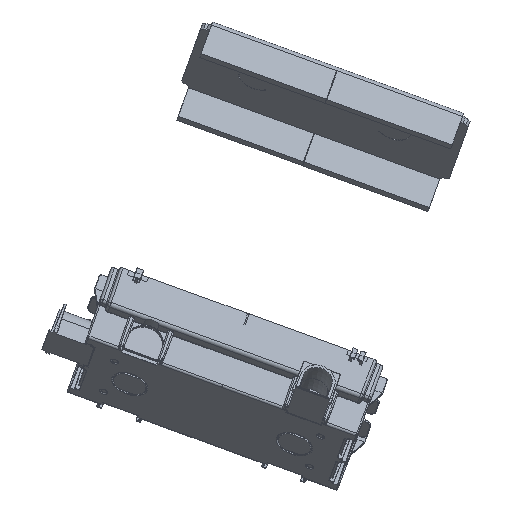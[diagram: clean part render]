
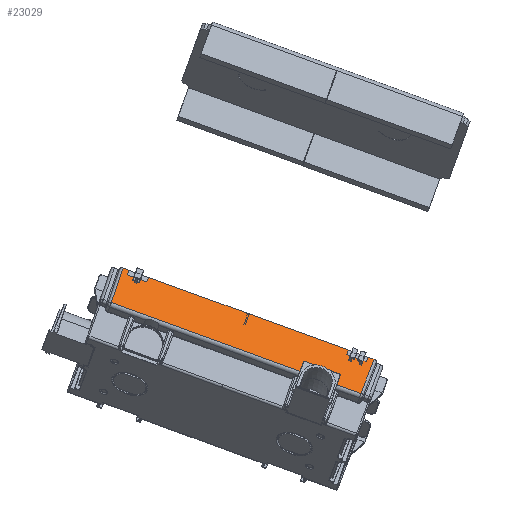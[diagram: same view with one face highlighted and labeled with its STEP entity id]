
A CAD part, left-side view. The second image highlights one B-rep face of the part: STEP entity #23029.
In plain terms, the highlighted face is planar.
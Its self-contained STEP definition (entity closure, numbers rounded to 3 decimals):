
#14345=CARTESIAN_POINT('Vertex',(87.35,46.5,0.)) ;
#14348=CARTESIAN_POINT('Line Origine',(89.425,46.5,0.)) ;
#14352=CARTESIAN_POINT('Vertex',(91.5,46.5,0.)) ;
#14879=CARTESIAN_POINT('Vertex',(-91.5,46.5,0.)) ;
#14882=CARTESIAN_POINT('Line Origine',(-89.425,46.5,0.)) ;
#14886=CARTESIAN_POINT('Vertex',(-87.35,46.5,0.)) ;
#15033=CARTESIAN_POINT('Vertex',(-72.65,46.5,0.)) ;
#15036=CARTESIAN_POINT('Line Origine',(0.,46.5,0.)) ;
#15040=CARTESIAN_POINT('Vertex',(72.65,46.5,0.)) ;
#16923=CARTESIAN_POINT('Vertex',(90.985,45.984,29.544)) ;
#16928=CARTESIAN_POINT('Line Origine',(50.11,45.984,29.544)) ;
#16932=CARTESIAN_POINT('Vertex',(-90.985,45.984,29.544)) ;
#22866=CARTESIAN_POINT('Axis2P3D Location',(0.,46.5,0.)) ;
#22871=CARTESIAN_POINT('Line Origine',(-83.865,46.43,4.)) ;
#22875=CARTESIAN_POINT('Vertex',(-87.,46.43,4.)) ;
#22877=CARTESIAN_POINT('Vertex',(-80.73,46.43,4.)) ;
#22880=CARTESIAN_POINT('Line Origine',(-87.175,46.465,2.)) ;
#22885=CARTESIAN_POINT('Line Origine',(-91.242,46.242,14.772)) ;
#22890=CARTESIAN_POINT('Line Origine',(91.242,46.242,14.772)) ;
#22895=CARTESIAN_POINT('Line Origine',(87.175,46.465,2.)) ;
#22899=CARTESIAN_POINT('Vertex',(87.,46.43,4.)) ;
#22902=CARTESIAN_POINT('Line Origine',(85.753,46.43,4.)) ;
#22906=CARTESIAN_POINT('Vertex',(84.505,46.43,4.)) ;
#22909=CARTESIAN_POINT('Line Origine',(84.47,46.395,6.)) ;
#22913=CARTESIAN_POINT('Vertex',(84.435,46.36,8.)) ;
#22916=CARTESIAN_POINT('Line Origine',(83.8,46.36,8.)) ;
#22920=CARTESIAN_POINT('Vertex',(83.165,46.36,8.)) ;
#22923=CARTESIAN_POINT('Line Origine',(83.13,46.395,6.)) ;
#22927=CARTESIAN_POINT('Vertex',(83.095,46.43,4.)) ;
#22930=CARTESIAN_POINT('Line Origine',(80.,46.43,4.)) ;
#22934=CARTESIAN_POINT('Vertex',(76.905,46.43,4.)) ;
#22937=CARTESIAN_POINT('Line Origine',(76.87,46.395,6.)) ;
#22941=CARTESIAN_POINT('Vertex',(76.835,46.36,8.)) ;
#22944=CARTESIAN_POINT('Line Origine',(76.2,46.36,8.)) ;
#22948=CARTESIAN_POINT('Vertex',(75.565,46.36,8.)) ;
#22951=CARTESIAN_POINT('Line Origine',(75.53,46.395,6.)) ;
#22955=CARTESIAN_POINT('Vertex',(75.495,46.43,4.)) ;
#22958=CARTESIAN_POINT('Line Origine',(74.247,46.43,4.)) ;
#22962=CARTESIAN_POINT('Vertex',(73.,46.43,4.)) ;
#22965=CARTESIAN_POINT('Line Origine',(72.825,46.465,2.)) ;
#22970=CARTESIAN_POINT('Line Origine',(-72.825,46.465,2.)) ;
#22974=CARTESIAN_POINT('Vertex',(-73.,46.43,4.)) ;
#22977=CARTESIAN_POINT('Line Origine',(-76.135,46.43,4.)) ;
#22981=CARTESIAN_POINT('Vertex',(-79.27,46.43,4.)) ;
#22984=CARTESIAN_POINT('Line Origine',(-79.354,46.395,6.)) ;
#22988=CARTESIAN_POINT('Vertex',(-79.438,46.36,8.)) ;
#22991=CARTESIAN_POINT('Line Origine',(-80.,46.36,8.)) ;
#22995=CARTESIAN_POINT('Vertex',(-80.562,46.36,8.)) ;
#22998=CARTESIAN_POINT('Line Origine',(-80.646,46.395,6.)) ;
#14349=DIRECTION('Vector Direction',(1.,0.,0.)) ;
#14883=DIRECTION('Vector Direction',(1.,0.,0.)) ;
#15037=DIRECTION('Vector Direction',(1.,0.,0.)) ;
#16929=DIRECTION('Vector Direction',(-1.,0.,0.)) ;
#22867=DIRECTION('Axis2P3D Direction',(-0.,1.,0.017)) ;
#22868=DIRECTION('Axis2P3D XDirection',(0.,-0.017,1.)) ;
#22872=DIRECTION('Vector Direction',(1.,0.,0.)) ;
#22881=DIRECTION('Vector Direction',(0.087,-0.017,0.996)) ;
#22886=DIRECTION('Vector Direction',(0.017,-0.017,1.)) ;
#22891=DIRECTION('Vector Direction',(-0.017,-0.017,1.)) ;
#22896=DIRECTION('Vector Direction',(-0.087,-0.017,0.996)) ;
#22903=DIRECTION('Vector Direction',(1.,0.,0.)) ;
#22910=DIRECTION('Vector Direction',(0.017,0.017,-1.)) ;
#22917=DIRECTION('Vector Direction',(1.,0.,0.)) ;
#22924=DIRECTION('Vector Direction',(-0.017,0.017,-1.)) ;
#22931=DIRECTION('Vector Direction',(1.,0.,0.)) ;
#22938=DIRECTION('Vector Direction',(0.017,0.017,-1.)) ;
#22945=DIRECTION('Vector Direction',(1.,0.,0.)) ;
#22952=DIRECTION('Vector Direction',(-0.017,0.017,-1.)) ;
#22959=DIRECTION('Vector Direction',(1.,0.,0.)) ;
#22966=DIRECTION('Vector Direction',(0.087,-0.017,0.996)) ;
#22971=DIRECTION('Vector Direction',(-0.087,-0.017,0.996)) ;
#22978=DIRECTION('Vector Direction',(1.,0.,0.)) ;
#22985=DIRECTION('Vector Direction',(-0.042,-0.017,0.999)) ;
#22992=DIRECTION('Vector Direction',(1.,0.,0.)) ;
#22999=DIRECTION('Vector Direction',(0.042,-0.017,0.999)) ;
#22869=AXIS2_PLACEMENT_3D('Plane Axis2P3D',#22866,#22867,#22868) ;
#23004=ORIENTED_EDGE('',*,*,#22879,.F.) ;
#23005=ORIENTED_EDGE('',*,*,#22884,.F.) ;
#23006=ORIENTED_EDGE('',*,*,#14888,.T.) ;
#23007=ORIENTED_EDGE('',*,*,#22889,.T.) ;
#23008=ORIENTED_EDGE('',*,*,#16934,.F.) ;
#23009=ORIENTED_EDGE('',*,*,#22894,.F.) ;
#23010=ORIENTED_EDGE('',*,*,#14354,.T.) ;
#23011=ORIENTED_EDGE('',*,*,#22901,.T.) ;
#23012=ORIENTED_EDGE('',*,*,#22908,.F.) ;
#23013=ORIENTED_EDGE('',*,*,#22915,.F.) ;
#23014=ORIENTED_EDGE('',*,*,#22922,.F.) ;
#23015=ORIENTED_EDGE('',*,*,#22929,.T.) ;
#23016=ORIENTED_EDGE('',*,*,#22936,.F.) ;
#23017=ORIENTED_EDGE('',*,*,#22943,.F.) ;
#23018=ORIENTED_EDGE('',*,*,#22950,.F.) ;
#23019=ORIENTED_EDGE('',*,*,#22957,.T.) ;
#23020=ORIENTED_EDGE('',*,*,#22964,.F.) ;
#23021=ORIENTED_EDGE('',*,*,#22969,.F.) ;
#23022=ORIENTED_EDGE('',*,*,#15042,.T.) ;
#23023=ORIENTED_EDGE('',*,*,#22976,.T.) ;
#23024=ORIENTED_EDGE('',*,*,#22983,.F.) ;
#23025=ORIENTED_EDGE('',*,*,#22990,.T.) ;
#23026=ORIENTED_EDGE('',*,*,#22997,.F.) ;
#23027=ORIENTED_EDGE('',*,*,#23002,.F.) ;
#14350=VECTOR('Line Direction',#14349,1.) ;
#14884=VECTOR('Line Direction',#14883,1.) ;
#15038=VECTOR('Line Direction',#15037,1.) ;
#16930=VECTOR('Line Direction',#16929,1.) ;
#22873=VECTOR('Line Direction',#22872,1.) ;
#22882=VECTOR('Line Direction',#22881,1.) ;
#22887=VECTOR('Line Direction',#22886,1.) ;
#22892=VECTOR('Line Direction',#22891,1.) ;
#22897=VECTOR('Line Direction',#22896,1.) ;
#22904=VECTOR('Line Direction',#22903,1.) ;
#22911=VECTOR('Line Direction',#22910,1.) ;
#22918=VECTOR('Line Direction',#22917,1.) ;
#22925=VECTOR('Line Direction',#22924,1.) ;
#22932=VECTOR('Line Direction',#22931,1.) ;
#22939=VECTOR('Line Direction',#22938,1.) ;
#22946=VECTOR('Line Direction',#22945,1.) ;
#22953=VECTOR('Line Direction',#22952,1.) ;
#22960=VECTOR('Line Direction',#22959,1.) ;
#22967=VECTOR('Line Direction',#22966,1.) ;
#22972=VECTOR('Line Direction',#22971,1.) ;
#22979=VECTOR('Line Direction',#22978,1.) ;
#22986=VECTOR('Line Direction',#22985,1.) ;
#22993=VECTOR('Line Direction',#22992,1.) ;
#23000=VECTOR('Line Direction',#22999,1.) ;
#23029=ADVANCED_FACE('PartBody',(#23028),#22870,.T.) ;
#14354=EDGE_CURVE('',#14353,#14346,#14351,.F.) ;
#14888=EDGE_CURVE('',#14887,#14880,#14885,.F.) ;
#15042=EDGE_CURVE('',#15041,#15034,#15039,.F.) ;
#16934=EDGE_CURVE('',#16924,#16933,#16931,.T.) ;
#22879=EDGE_CURVE('',#22876,#22878,#22874,.T.) ;
#22884=EDGE_CURVE('',#14887,#22876,#22883,.T.) ;
#22889=EDGE_CURVE('',#14880,#16933,#22888,.T.) ;
#22894=EDGE_CURVE('',#14353,#16924,#22893,.T.) ;
#22901=EDGE_CURVE('',#14346,#22900,#22898,.T.) ;
#22908=EDGE_CURVE('',#22907,#22900,#22905,.T.) ;
#22915=EDGE_CURVE('',#22914,#22907,#22912,.T.) ;
#22922=EDGE_CURVE('',#22921,#22914,#22919,.T.) ;
#22929=EDGE_CURVE('',#22921,#22928,#22926,.T.) ;
#22936=EDGE_CURVE('',#22935,#22928,#22933,.T.) ;
#22943=EDGE_CURVE('',#22942,#22935,#22940,.T.) ;
#22950=EDGE_CURVE('',#22949,#22942,#22947,.T.) ;
#22957=EDGE_CURVE('',#22949,#22956,#22954,.T.) ;
#22964=EDGE_CURVE('',#22963,#22956,#22961,.T.) ;
#22969=EDGE_CURVE('',#15041,#22963,#22968,.T.) ;
#22976=EDGE_CURVE('',#15034,#22975,#22973,.T.) ;
#22983=EDGE_CURVE('',#22982,#22975,#22980,.T.) ;
#22990=EDGE_CURVE('',#22982,#22989,#22987,.T.) ;
#22997=EDGE_CURVE('',#22996,#22989,#22994,.T.) ;
#23002=EDGE_CURVE('',#22878,#22996,#23001,.T.) ;
#23003=EDGE_LOOP('',(#23004,#23005,#23006,#23007,#23008,#23009,#23010,#23011,#23012,#23013,#23014,#23015,#23016,#23017,#23018,#23019,#23020,#23021,#23022,#23023,#23024,#23025,#23026,#23027)) ;
#23028=FACE_OUTER_BOUND('',#23003,.T.) ;
#14351=LINE('Line',#14348,#14350) ;
#14885=LINE('Line',#14882,#14884) ;
#15039=LINE('Line',#15036,#15038) ;
#16931=LINE('Line',#16928,#16930) ;
#22874=LINE('Line',#22871,#22873) ;
#22883=LINE('Line',#22880,#22882) ;
#22888=LINE('Line',#22885,#22887) ;
#22893=LINE('Line',#22890,#22892) ;
#22898=LINE('Line',#22895,#22897) ;
#22905=LINE('Line',#22902,#22904) ;
#22912=LINE('Line',#22909,#22911) ;
#22919=LINE('Line',#22916,#22918) ;
#22926=LINE('Line',#22923,#22925) ;
#22933=LINE('Line',#22930,#22932) ;
#22940=LINE('Line',#22937,#22939) ;
#22947=LINE('Line',#22944,#22946) ;
#22954=LINE('Line',#22951,#22953) ;
#22961=LINE('Line',#22958,#22960) ;
#22968=LINE('Line',#22965,#22967) ;
#22973=LINE('Line',#22970,#22972) ;
#22980=LINE('Line',#22977,#22979) ;
#22987=LINE('Line',#22984,#22986) ;
#22994=LINE('Line',#22991,#22993) ;
#23001=LINE('Line',#22998,#23000) ;
#22870=PLANE('',#22869) ;
#14346=VERTEX_POINT('',#14345) ;
#14353=VERTEX_POINT('',#14352) ;
#14880=VERTEX_POINT('',#14879) ;
#14887=VERTEX_POINT('',#14886) ;
#15034=VERTEX_POINT('',#15033) ;
#15041=VERTEX_POINT('',#15040) ;
#16924=VERTEX_POINT('',#16923) ;
#16933=VERTEX_POINT('',#16932) ;
#22876=VERTEX_POINT('',#22875) ;
#22878=VERTEX_POINT('',#22877) ;
#22900=VERTEX_POINT('',#22899) ;
#22907=VERTEX_POINT('',#22906) ;
#22914=VERTEX_POINT('',#22913) ;
#22921=VERTEX_POINT('',#22920) ;
#22928=VERTEX_POINT('',#22927) ;
#22935=VERTEX_POINT('',#22934) ;
#22942=VERTEX_POINT('',#22941) ;
#22949=VERTEX_POINT('',#22948) ;
#22956=VERTEX_POINT('',#22955) ;
#22963=VERTEX_POINT('',#22962) ;
#22975=VERTEX_POINT('',#22974) ;
#22982=VERTEX_POINT('',#22981) ;
#22989=VERTEX_POINT('',#22988) ;
#22996=VERTEX_POINT('',#22995) ;
